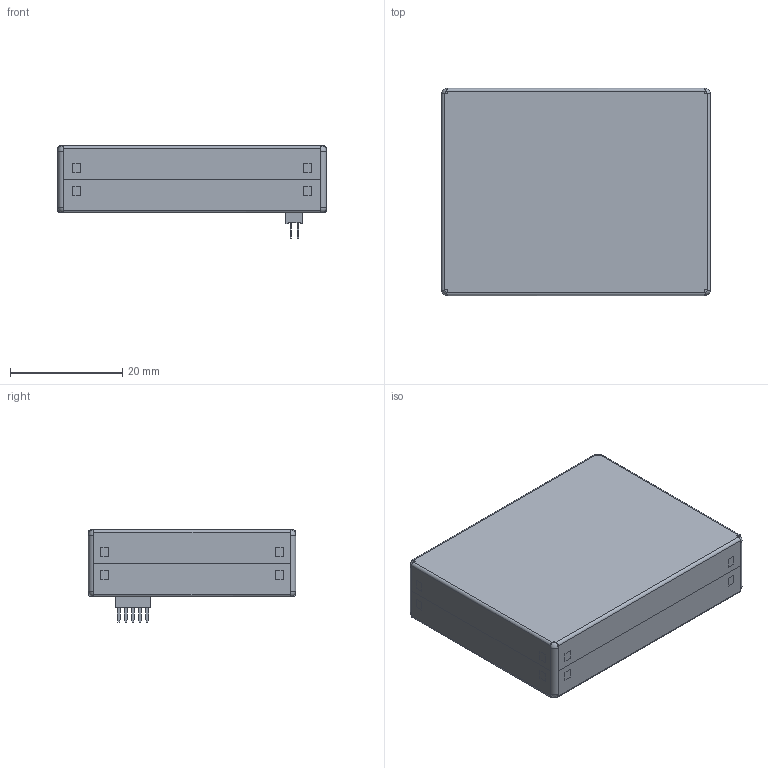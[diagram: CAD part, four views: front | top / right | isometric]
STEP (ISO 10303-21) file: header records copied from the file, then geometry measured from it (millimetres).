
FILE_DESCRIPTION(/* description */ ('','CAx-IF Rec.Pracs.---Representation and Presentation of Product Manufacturing Information (PMI)---4.0---2014-10-13'),/* implementation_level */ '2;1');
FILE_NAME(/* name */ 'pms7003_with_pinsocket.step',/* time_stamp */ '2025-01-06T02:58:17+03:00',/* author */ (''),/* organization */ (''),/* preprocessor_version */ 'ST-DEVELOPER v20',/* originating_system */ 'Autodesk Translation Framework v13.20.0.188',/* authorisation */ '');
FILE_SCHEMA (('AP242_MANAGED_MODEL_BASED_3D_ENGINEERING_MIM_LF { 1 0 10303 442 1 1 4 }'));
Length unit declared in the file: millimetre
Products named in the file (19): pms7003; fan^pms7003; plastic^pms7003; metal_cover_connector; metal_cover_connector_1; 1_27mm_2x10pin; 1_27mm_single_pin_assembled; 1_27mm_single_pin_assembled_1; 1_27mm_single_pin_assembled_2; 1_27mm_single_pin_assembled_3; 1_27mm_single_pin_assembled_4; 1_27mm_single_pin_assembled_5; 1_27mm_single_pin_assembled_6; 1_27mm_single_pin_assembled_7; 1_27mm_single_pin_assembled_8; 1_27mm_single_pin_assembled_9; 1_27mm_pin_right_angle; 1_27mm_plastic_for_pin; PinSocket_2x05_P127mm_Vertical
Assembly tree (36 placements, depth 4):
  pms7003
    fan^pms7003
    plastic^pms7003
    metal_cover_connector
    metal_cover_connector_1
    1_27mm_2x10pin
      1_27mm_single_pin_assembled
        1_27mm_pin_right_angle
        1_27mm_plastic_for_pin
      1_27mm_single_pin_assembled_1
        1_27mm_pin_right_angle
        1_27mm_plastic_for_pin
      1_27mm_single_pin_assembled_2
        1_27mm_pin_right_angle
        1_27mm_plastic_for_pin
      1_27mm_single_pin_assembled_3
        1_27mm_pin_right_angle
        1_27mm_plastic_for_pin
      1_27mm_single_pin_assembled_4
        1_27mm_pin_right_angle
        1_27mm_plastic_for_pin
      1_27mm_single_pin_assembled_5
        1_27mm_pin_right_angle
        1_27mm_plastic_for_pin
      1_27mm_single_pin_assembled_6
        1_27mm_pin_right_angle
        1_27mm_plastic_for_pin
      1_27mm_single_pin_assembled_7
        1_27mm_pin_right_angle
        1_27mm_plastic_for_pin
      1_27mm_single_pin_assembled_8
        1_27mm_pin_right_angle
        1_27mm_plastic_for_pin
      1_27mm_single_pin_assembled_9
        1_27mm_pin_right_angle
        1_27mm_plastic_for_pin
    PinSocket_2x05_P127mm_Vertical
Bounding box: 48 x 37 x 16.51 mm (x, y, z)
Volume: 3448.5 mm3; surface area: 13766.3 mm2
Topology: 45 solids, 45 shells, 1006 faces, 2489 edges, 1596 vertices
Faces by surface type: plane 965, cylinder 33, sphere 8
Full cylindrical faces by diameter (mm): 15 x1
Entity records: 23700 total; most frequent: CARTESIAN_POINT 4148, ORIENTED_EDGE 3864, DIRECTION 3668, EDGE_CURVE 1932, LINE 1800, VECTOR 1800, VERTEX_POINT 1254, AXIS2_PLACEMENT_3D 934
